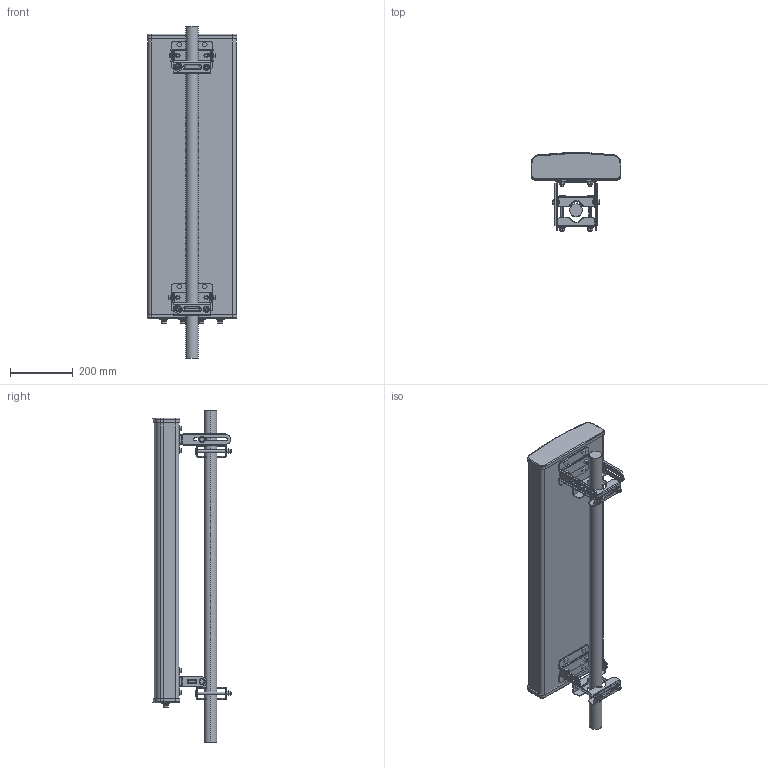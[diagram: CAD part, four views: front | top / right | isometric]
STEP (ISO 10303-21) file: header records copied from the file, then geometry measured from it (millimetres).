
FILE_DESCRIPTION (( 'STEP AP214' ), '1' );
FILE_NAME ('HG2371-17XP-090-4NF_3D.STEP', '2022-06-07T17:05:02', ( '' ), ( '' ), 'SwSTEP 2.0', 'SolidWorks 2021', '' );
FILE_SCHEMA (( 'AUTOMOTIVE_DESIGN' ));
Length unit declared in the file: inch
Products named in the file (5): BBT-3338PA19D035_CONNECTORS_4; HG2371-17XP-090-4NF_3D; HG2358-18XP-065-2NF_BRACKET ASSY; HG2364-14DP-065-8NF_M8 flange nut; HG2358-18XP-065-2NF_SECTOR
Assembly tree (7 placements, depth 2):
  HG2371-17XP-090-4NF_3D
    HG2358-18XP-065-2NF_SECTOR
    HG2358-18XP-065-2NF_BRACKET ASSY
    HG2364-14DP-065-8NF_M8 flange nut  x4
    BBT-3338PA19D035_CONNECTORS_4
Bounding box: 286 x 248.74 x 1056 mm (x, y, z)
Volume: 21431124.5 mm3; surface area: 1144941.6 mm2
Topology: 48 solids, 48 shells, 1268 faces, 3190 edges, 2090 vertices
Faces by surface type: plane 749, cylinder 403, cone 62, bspline 54
Entity records: 38531 total; most frequent: CARTESIAN_POINT 7380, DIRECTION 6356, ORIENTED_EDGE 6236, EDGE_CURVE 3118, LINE 2160, VECTOR 2160, AXIS2_PLACEMENT_3D 2098, VERTEX_POINT 2042
